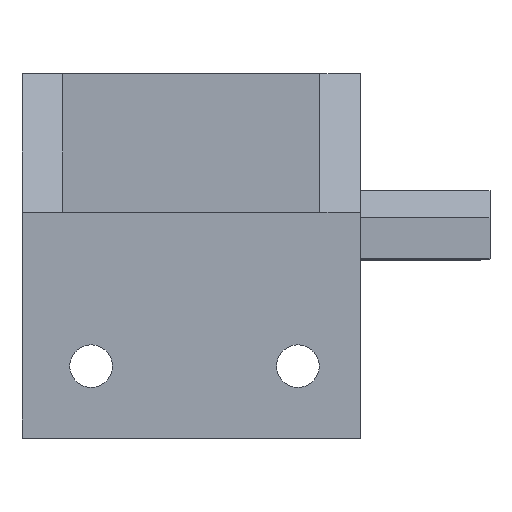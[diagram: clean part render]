
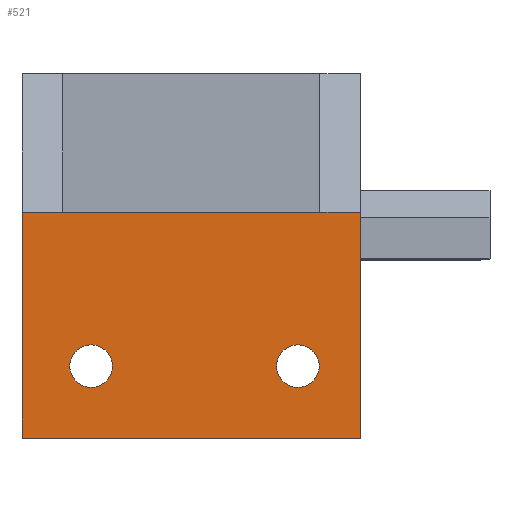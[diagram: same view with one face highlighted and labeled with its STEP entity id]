
A CAD part, top view. The second image highlights one B-rep face of the part: STEP entity #521.
In plain terms, the highlighted planar face has unit normal (0, 0, 1).
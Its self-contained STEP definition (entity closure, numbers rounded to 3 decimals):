
#64 = FACE_BOUND ( 'NONE', #2937, .T. ) ;
#99 = LINE ( 'NONE', #3410, #2618 ) ;
#156 = VERTEX_POINT ( 'NONE', #1426 ) ;
#224 = EDGE_CURVE ( 'NONE', #695, #1069, #500, .T. ) ;
#227 = DIRECTION ( 'NONE',  ( 1., 0., 0. ) ) ;
#244 = LINE ( 'NONE', #1353, #618 ) ;
#256 = CARTESIAN_POINT ( 'NONE',  ( -8.742, -12.011, 31.652 ) ) ;
#283 = CARTESIAN_POINT ( 'NONE',  ( 14.225, -12.011, 31.652 ) ) ;
#301 = CARTESIAN_POINT ( 'NONE',  ( -11.117, -12.011, 31.652 ) ) ;
#341 = DIRECTION ( 'NONE',  ( 0., 0., 1. ) ) ;
#350 = EDGE_LOOP ( 'NONE', ( #2815, #2657, #2726, #3276, #946, #1608 ) ) ;
#358 = DIRECTION ( 'NONE',  ( 1., 0., 0. ) ) ;
#389 = EDGE_CURVE ( 'NONE', #3204, #156, #1313, .T. ) ;
#440 = CARTESIAN_POINT ( 'NONE',  ( 9.475, -12.011, 31.652 ) ) ;
#471 = CARTESIAN_POINT ( 'NONE',  ( -18.8, 5.106, 31.652 ) ) ;
#500 = CIRCLE ( 'NONE', #1359, 2.375 ) ;
#521 = ADVANCED_FACE ( 'NONE', ( #2534, #64, #2246 ), #3112, .T. ) ;
#563 = CARTESIAN_POINT ( 'NONE',  ( 18.8, -20., 31.652 ) ) ;
#584 = LINE ( 'NONE', #810, #2503 ) ;
#618 = VECTOR ( 'NONE', #1086, 1000. ) ;
#663 = AXIS2_PLACEMENT_3D ( 'NONE', #1701, #341, #2548 ) ;
#695 = VERTEX_POINT ( 'NONE', #283 ) ;
#807 = DIRECTION ( 'NONE',  ( 0., 1., 0. ) ) ;
#810 = CARTESIAN_POINT ( 'NONE',  ( -18.8, 5.106, 31.652 ) ) ;
#814 = VERTEX_POINT ( 'NONE', #256 ) ;
#946 = ORIENTED_EDGE ( 'NONE', *, *, #1194, .F. ) ;
#1020 = CIRCLE ( 'NONE', #1821, 2.375 ) ;
#1048 = LINE ( 'NONE', #2999, #1078 ) ;
#1069 = VERTEX_POINT ( 'NONE', #440 ) ;
#1078 = VECTOR ( 'NONE', #227, 1000. ) ;
#1086 = DIRECTION ( 'NONE',  ( 0., 1., 0. ) ) ;
#1137 = EDGE_CURVE ( 'NONE', #3204, #1812, #1048, .T. ) ;
#1194 = EDGE_CURVE ( 'NONE', #1537, #156, #244, .T. ) ;
#1224 = DIRECTION ( 'NONE',  ( 0., 0., 1. ) ) ;
#1250 = ORIENTED_EDGE ( 'NONE', *, *, #2084, .F. ) ;
#1313 = LINE ( 'NONE', #471, #1645 ) ;
#1353 = CARTESIAN_POINT ( 'NONE',  ( -18.8, -20., 31.652 ) ) ;
#1359 = AXIS2_PLACEMENT_3D ( 'NONE', #2901, #2001, #2016 ) ;
#1386 = DIRECTION ( 'NONE',  ( 0., 0., 1. ) ) ;
#1426 = CARTESIAN_POINT ( 'NONE',  ( -18.8, 5.106, 31.652 ) ) ;
#1497 = CARTESIAN_POINT ( 'NONE',  ( 11.85, -12.011, 31.652 ) ) ;
#1507 = VECTOR ( 'NONE', #807, 1000. ) ;
#1537 = VERTEX_POINT ( 'NONE', #1682 ) ;
#1560 = DIRECTION ( 'NONE',  ( -1., 0., 0. ) ) ;
#1568 = EDGE_CURVE ( 'NONE', #814, #3317, #1020, .T. ) ;
#1579 = DIRECTION ( 'NONE',  ( 1., 0., 0. ) ) ;
#1608 = ORIENTED_EDGE ( 'NONE', *, *, #2651, .T. ) ;
#1645 = VECTOR ( 'NONE', #1560, 1000. ) ;
#1656 = AXIS2_PLACEMENT_3D ( 'NONE', #301, #1386, #1892 ) ;
#1682 = CARTESIAN_POINT ( 'NONE',  ( -18.8, -20., 31.652 ) ) ;
#1691 = CARTESIAN_POINT ( 'NONE',  ( 18.8, 5.106, 31.652 ) ) ;
#1701 = CARTESIAN_POINT ( 'NONE',  ( 18.8, -20., 31.652 ) ) ;
#1788 = DIRECTION ( 'NONE',  ( 1., 0., 0. ) ) ;
#1812 = VERTEX_POINT ( 'NONE', #3109 ) ;
#1821 = AXIS2_PLACEMENT_3D ( 'NONE', #2460, #3564, #1579 ) ;
#1892 = DIRECTION ( 'NONE',  ( 1., 0., 0. ) ) ;
#1939 = CIRCLE ( 'NONE', #1656, 2.375 ) ;
#2001 = DIRECTION ( 'NONE',  ( 0., 0., 1. ) ) ;
#2016 = DIRECTION ( 'NONE',  ( 1., 0., 0. ) ) ;
#2046 = EDGE_LOOP ( 'NONE', ( #2781, #2581 ) ) ;
#2084 = EDGE_CURVE ( 'NONE', #3317, #814, #1939, .T. ) ;
#2086 = ORIENTED_EDGE ( 'NONE', *, *, #1568, .F. ) ;
#2130 = VERTEX_POINT ( 'NONE', #1691 ) ;
#2246 = FACE_OUTER_BOUND ( 'NONE', #350, .T. ) ;
#2460 = CARTESIAN_POINT ( 'NONE',  ( -11.117, -12.011, 31.652 ) ) ;
#2494 = EDGE_CURVE ( 'NONE', #2130, #1812, #584, .T. ) ;
#2503 = VECTOR ( 'NONE', #2727, 1000. ) ;
#2534 = FACE_BOUND ( 'NONE', #2046, .T. ) ;
#2548 = DIRECTION ( 'NONE',  ( 1., 0., 0. ) ) ;
#2581 = ORIENTED_EDGE ( 'NONE', *, *, #3148, .F. ) ;
#2618 = VECTOR ( 'NONE', #358, 1000. ) ;
#2651 = EDGE_CURVE ( 'NONE', #1537, #3025, #99, .T. ) ;
#2657 = ORIENTED_EDGE ( 'NONE', *, *, #2494, .T. ) ;
#2726 = ORIENTED_EDGE ( 'NONE', *, *, #1137, .F. ) ;
#2727 = DIRECTION ( 'NONE',  ( -1., 0., 0. ) ) ;
#2765 = CARTESIAN_POINT ( 'NONE',  ( -13.492, -12.011, 31.652 ) ) ;
#2781 = ORIENTED_EDGE ( 'NONE', *, *, #224, .F. ) ;
#2797 = AXIS2_PLACEMENT_3D ( 'NONE', #1497, #1224, #1788 ) ;
#2815 = ORIENTED_EDGE ( 'NONE', *, *, #2941, .T. ) ;
#2874 = CARTESIAN_POINT ( 'NONE',  ( -14.3, 5.106, 31.652 ) ) ;
#2901 = CARTESIAN_POINT ( 'NONE',  ( 11.85, -12.011, 31.652 ) ) ;
#2913 = CIRCLE ( 'NONE', #2797, 2.375 ) ;
#2937 = EDGE_LOOP ( 'NONE', ( #2086, #1250 ) ) ;
#2941 = EDGE_CURVE ( 'NONE', #3025, #2130, #3319, .T. ) ;
#2999 = CARTESIAN_POINT ( 'NONE',  ( -14.3, 5.106, 31.652 ) ) ;
#3025 = VERTEX_POINT ( 'NONE', #3406 ) ;
#3109 = CARTESIAN_POINT ( 'NONE',  ( 14.3, 5.106, 31.652 ) ) ;
#3112 = PLANE ( 'NONE',  #663 ) ;
#3148 = EDGE_CURVE ( 'NONE', #1069, #695, #2913, .T. ) ;
#3204 = VERTEX_POINT ( 'NONE', #2874 ) ;
#3276 = ORIENTED_EDGE ( 'NONE', *, *, #389, .T. ) ;
#3317 = VERTEX_POINT ( 'NONE', #2765 ) ;
#3319 = LINE ( 'NONE', #563, #1507 ) ;
#3406 = CARTESIAN_POINT ( 'NONE',  ( 18.8, -20., 31.652 ) ) ;
#3410 = CARTESIAN_POINT ( 'NONE',  ( 18.8, -20., 31.652 ) ) ;
#3564 = DIRECTION ( 'NONE',  ( 0., 0., 1. ) ) ;
